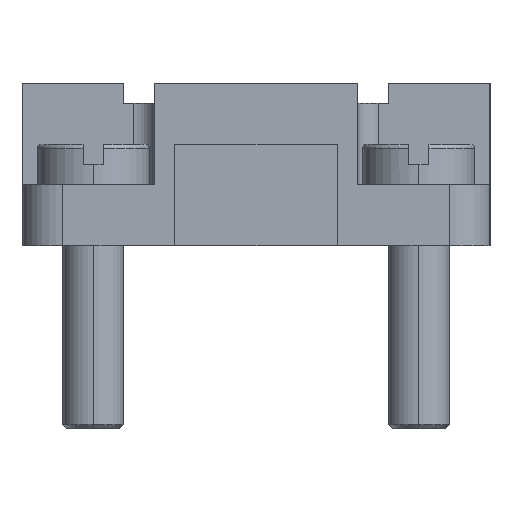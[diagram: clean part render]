
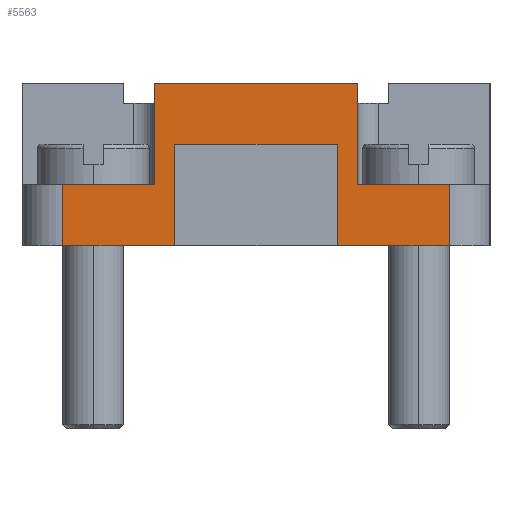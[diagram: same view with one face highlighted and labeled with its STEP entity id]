
A CAD part, left-side view. The second image highlights one B-rep face of the part: STEP entity #5563.
In plain terms, the highlighted planar face has unit normal (-1, 0, 0).
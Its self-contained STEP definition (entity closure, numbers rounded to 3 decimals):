
#1301=CARTESIAN_POINT('',(-36.75,-5.,0.0));
#1302=VERTEX_POINT('',#1301);
#1309=CARTESIAN_POINT('',(-36.75,-5.,-5.0));
#1310=VERTEX_POINT('',#1309);
#1311=CARTESIAN_POINT('',(-36.75,-5.,-5.0));
#1312=DIRECTION('',(0.0,0.0,1.0));
#1313=VECTOR('',#1312,5.0);
#1314=LINE('',#1311,#1313);
#1315=EDGE_CURVE('',#1310,#1302,#1314,.T.);
#1381=CARTESIAN_POINT('',(-36.75,5.,-5.0));
#1382=VERTEX_POINT('',#1381);
#1389=CARTESIAN_POINT('',(-36.75,5.,0.0));
#1390=VERTEX_POINT('',#1389);
#1391=CARTESIAN_POINT('',(-36.75,5.,0.0));
#1392=DIRECTION('',(0.0,0.0,-1.0));
#1393=VECTOR('',#1392,5.0);
#1394=LINE('',#1391,#1393);
#1395=EDGE_CURVE('',#1390,#1382,#1394,.T.);
#1921=CARTESIAN_POINT('',(-36.75,5.,0.0));
#1922=DIRECTION('',(0.0,-1.0,0.0));
#1923=VECTOR('',#1922,10.);
#1924=LINE('',#1921,#1923);
#1925=EDGE_CURVE('',#1390,#1302,#1924,.T.);
#4674=CARTESIAN_POINT('',(-36.75,-4.,-3.));
#4675=VERTEX_POINT('',#4674);
#4676=CARTESIAN_POINT('',(-36.75,-4.,-8.0));
#4677=VERTEX_POINT('',#4676);
#4678=CARTESIAN_POINT('',(-36.75,-4.,-3.));
#4679=DIRECTION('',(0.0,0.0,-1.0));
#4680=VECTOR('',#4679,5.0);
#4681=LINE('',#4678,#4680);
#4682=EDGE_CURVE('',#4675,#4677,#4681,.T.);
#4705=CARTESIAN_POINT('',(-36.75,4.,-8.0));
#4706=VERTEX_POINT('',#4705);
#4707=CARTESIAN_POINT('',(-36.75,4.,-3.));
#4708=VERTEX_POINT('',#4707);
#4709=CARTESIAN_POINT('',(-36.75,4.,-8.0));
#4710=DIRECTION('',(0.0,0.0,1.0));
#4711=VECTOR('',#4710,5.0);
#4712=LINE('',#4709,#4711);
#4713=EDGE_CURVE('',#4706,#4708,#4712,.T.);
#4736=CARTESIAN_POINT('',(-36.75,4.,-3.));
#4737=DIRECTION('',(0.0,-1.0,0.0));
#4738=VECTOR('',#4737,8.);
#4739=LINE('',#4736,#4738);
#4740=EDGE_CURVE('',#4708,#4675,#4739,.T.);
#4875=CARTESIAN_POINT('',(-36.75,9.5,-8.0));
#4876=VERTEX_POINT('',#4875);
#4877=CARTESIAN_POINT('',(-36.75,9.5,-8.0));
#4878=DIRECTION('',(0.0,-1.0,0.0));
#4879=VECTOR('',#4878,5.5);
#4880=LINE('',#4877,#4879);
#4881=EDGE_CURVE('',#4876,#4706,#4880,.T.);
#4943=CARTESIAN_POINT('',(-36.75,-9.5,-8.0));
#4944=VERTEX_POINT('',#4943);
#4952=CARTESIAN_POINT('',(-36.75,-4.,-8.0));
#4953=DIRECTION('',(0.0,-1.0,0.0));
#4954=VECTOR('',#4953,5.5);
#4955=LINE('',#4952,#4954);
#4956=EDGE_CURVE('',#4677,#4944,#4955,.T.);
#5463=CARTESIAN_POINT('',(-36.75,-9.5,-5.0));
#5464=VERTEX_POINT('',#5463);
#5465=CARTESIAN_POINT('',(-36.75,-9.5,-5.0));
#5466=DIRECTION('',(0.0,1.0,0.0));
#5467=VECTOR('',#5466,4.5);
#5468=LINE('',#5465,#5467);
#5469=EDGE_CURVE('',#5464,#1310,#5468,.T.);
#5501=CARTESIAN_POINT('',(-36.75,9.5,-5.0));
#5502=VERTEX_POINT('',#5501);
#5503=CARTESIAN_POINT('',(-36.75,5.,-5.0));
#5504=DIRECTION('',(0.0,1.0,0.0));
#5505=VECTOR('',#5504,4.5);
#5506=LINE('',#5503,#5505);
#5507=EDGE_CURVE('',#1382,#5502,#5506,.T.);
#5534=CARTESIAN_POINT('',(-36.75,9.5,0.0));
#5535=DIRECTION('',(-1.0,0.0,0.0));
#5536=DIRECTION('',(0.0,0.0,1.0));
#5537=AXIS2_PLACEMENT_3D('',#5534,#5535,#5536);
#5538=PLANE('',#5537);
#5539=ORIENTED_EDGE('',*,*,#4682,.T.);
#5540=ORIENTED_EDGE('',*,*,#4956,.T.);
#5541=CARTESIAN_POINT('',(-36.75,-9.5,-5.0));
#5542=DIRECTION('',(0.0,0.0,-1.0));
#5543=VECTOR('',#5542,3.0);
#5544=LINE('',#5541,#5543);
#5545=EDGE_CURVE('',#5464,#4944,#5544,.T.);
#5546=ORIENTED_EDGE('',*,*,#5545,.F.);
#5547=ORIENTED_EDGE('',*,*,#5469,.T.);
#5548=ORIENTED_EDGE('',*,*,#1315,.T.);
#5549=ORIENTED_EDGE('',*,*,#1925,.F.);
#5550=ORIENTED_EDGE('',*,*,#1395,.T.);
#5551=ORIENTED_EDGE('',*,*,#5507,.T.);
#5552=CARTESIAN_POINT('',(-36.75,9.5,-5.0));
#5553=DIRECTION('',(0.0,0.0,-1.0));
#5554=VECTOR('',#5553,3.0);
#5555=LINE('',#5552,#5554);
#5556=EDGE_CURVE('',#5502,#4876,#5555,.T.);
#5557=ORIENTED_EDGE('',*,*,#5556,.T.);
#5558=ORIENTED_EDGE('',*,*,#4881,.T.);
#5559=ORIENTED_EDGE('',*,*,#4713,.T.);
#5560=ORIENTED_EDGE('',*,*,#4740,.T.);
#5561=EDGE_LOOP('',(#5539,#5540,#5546,#5547,#5548,#5549,#5550,#5551,#5557,#5558,#5559,#5560));
#5562=FACE_OUTER_BOUND('',#5561,.T.);
#5563=ADVANCED_FACE('',(#5562),#5538,.T.);
